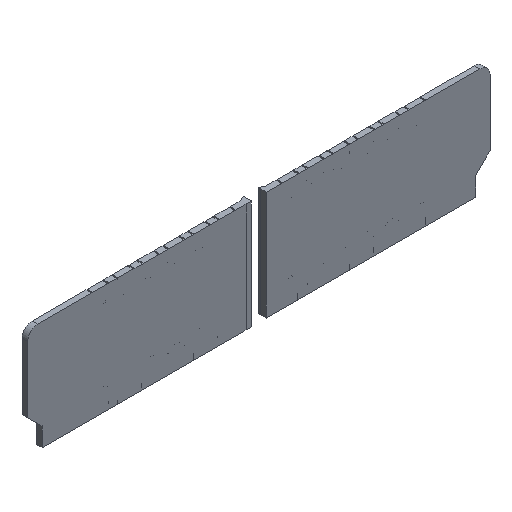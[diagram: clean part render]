
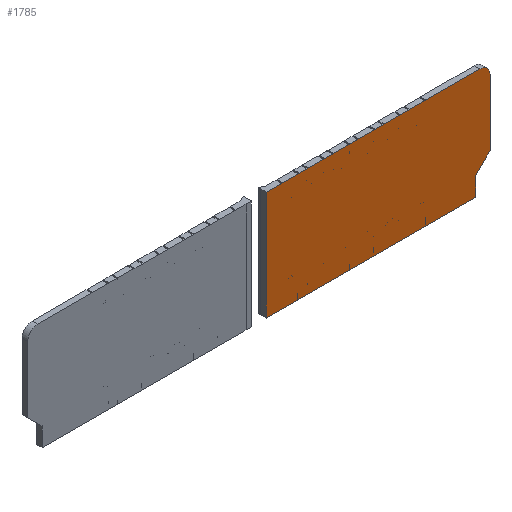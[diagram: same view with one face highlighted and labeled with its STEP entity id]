
A CAD part, isometric view. The second image highlights one B-rep face of the part: STEP entity #1785.
In plain terms, the highlighted planar face has unit normal (0, -1, 0).
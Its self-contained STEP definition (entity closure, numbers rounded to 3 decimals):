
#1713=CARTESIAN_POINT('',(0.,10.3,24.));
#1714=DIRECTION('',(0.,-1.,0.));
#1715=DIRECTION('',(1.,0.,0.));
#1716=AXIS2_PLACEMENT_3D('',#1713,#1714,#1715);
#1717=PLANE('',#1716);
#1718=CARTESIAN_POINT('',(91.2,10.3,41.));
#1719=VERTEX_POINT('',#1718);
#1720=CARTESIAN_POINT('',(87.2,10.3,45.));
#1721=VERTEX_POINT('',#1720);
#1722=CARTESIAN_POINT('',(87.2,10.3,41.));
#1723=DIRECTION('',(0.,-1.,0.));
#1724=DIRECTION('',(0.,0.,-1.));
#1725=AXIS2_PLACEMENT_3D('',#1722,#1723,#1724);
#1726=CIRCLE('',#1725,4.);
#1727=EDGE_CURVE('',#1719,#1721,#1726,.T.);
#1728=ORIENTED_EDGE('',*,*,#1727,.T.);
#1729=CARTESIAN_POINT('',(2.995,10.3,45.));
#1730=VERTEX_POINT('',#1729);
#1731=CARTESIAN_POINT('',(87.2,10.3,45.));
#1732=DIRECTION('',(-1.,-0.,0.));
#1733=VECTOR('',#1732,84.205);
#1734=LINE('',#1731,#1733);
#1735=EDGE_CURVE('',#1721,#1730,#1734,.T.);
#1736=ORIENTED_EDGE('',*,*,#1735,.T.);
#1737=CARTESIAN_POINT('',(2.995,10.3,2.));
#1738=VERTEX_POINT('',#1737);
#1739=CARTESIAN_POINT('',(2.995,10.3,2.));
#1740=DIRECTION('',(0.,0.,1.));
#1741=VECTOR('',#1740,43.);
#1742=LINE('',#1739,#1741);
#1743=EDGE_CURVE('',#1738,#1730,#1742,.T.);
#1744=ORIENTED_EDGE('',*,*,#1743,.F.);
#1745=CARTESIAN_POINT('',(6.2,10.3,2.));
#1746=VERTEX_POINT('',#1745);
#1747=CARTESIAN_POINT('',(6.2,10.3,2.));
#1748=DIRECTION('',(-1.,-0.,0.));
#1749=VECTOR('',#1748,3.205);
#1750=LINE('',#1747,#1749);
#1751=EDGE_CURVE('',#1746,#1738,#1750,.T.);
#1752=ORIENTED_EDGE('',*,*,#1751,.F.);
#1753=CARTESIAN_POINT('',(85.5,10.3,2.));
#1754=VERTEX_POINT('',#1753);
#1755=CARTESIAN_POINT('',(85.5,10.3,2.));
#1756=DIRECTION('',(-1.,-0.,-0.));
#1757=VECTOR('',#1756,79.3);
#1758=LINE('',#1755,#1757);
#1759=EDGE_CURVE('',#1754,#1746,#1758,.T.);
#1760=ORIENTED_EDGE('',*,*,#1759,.F.);
#1761=CARTESIAN_POINT('',(85.5,10.3,9.426));
#1762=VERTEX_POINT('',#1761);
#1763=CARTESIAN_POINT('',(85.5,10.3,2.));
#1764=DIRECTION('',(-0.,0.,1.));
#1765=VECTOR('',#1764,7.426);
#1766=LINE('',#1763,#1765);
#1767=EDGE_CURVE('',#1754,#1762,#1766,.T.);
#1768=ORIENTED_EDGE('',*,*,#1767,.T.);
#1769=CARTESIAN_POINT('',(91.2,10.3,15.022));
#1770=VERTEX_POINT('',#1769);
#1771=CARTESIAN_POINT('',(85.5,10.3,9.426));
#1772=DIRECTION('',(0.714,0.,0.701));
#1773=VECTOR('',#1772,7.988);
#1774=LINE('',#1771,#1773);
#1775=EDGE_CURVE('',#1762,#1770,#1774,.T.);
#1776=ORIENTED_EDGE('',*,*,#1775,.T.);
#1777=CARTESIAN_POINT('',(91.2,10.3,41.));
#1778=DIRECTION('',(0.,0.,-1.));
#1779=VECTOR('',#1778,25.978);
#1780=LINE('',#1777,#1779);
#1781=EDGE_CURVE('',#1719,#1770,#1780,.T.);
#1782=ORIENTED_EDGE('',*,*,#1781,.F.);
#1783=EDGE_LOOP('',(#1728,#1736,#1744,#1752,#1760,#1768,#1776,#1782));
#1784=FACE_BOUND('',#1783,.T.);
#1785=ADVANCED_FACE('',(#1784),#1717,.T.);
